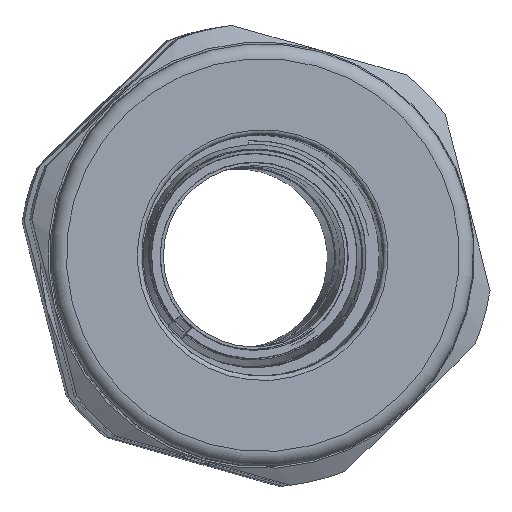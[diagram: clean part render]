
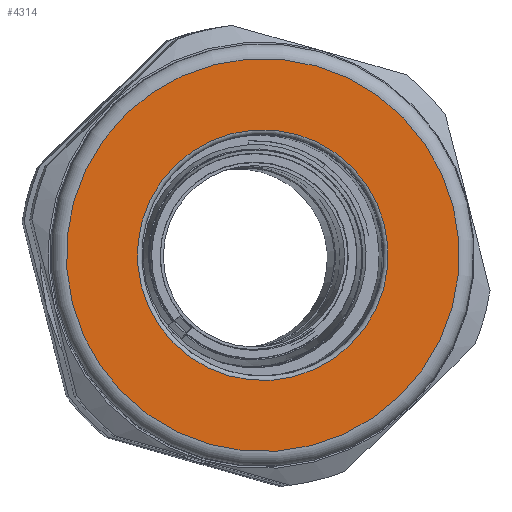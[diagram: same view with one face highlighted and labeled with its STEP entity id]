
A CAD part, left-side view. The second image highlights one B-rep face of the part: STEP entity #4314.
In plain terms, the highlighted face is planar.
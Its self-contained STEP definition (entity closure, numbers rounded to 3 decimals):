
#771=PLANE('',#4787);
#931=FACE_BOUND('',#1426,.T.);
#1103=FACE_OUTER_BOUND('',#1425,.T.);
#1425=EDGE_LOOP('',(#3344));
#1426=EDGE_LOOP('',(#3345));
#1799=CIRCLE('',#4786,8.525);
#1800=CIRCLE('',#4788,13.36);
#2070=VERTEX_POINT('',#10236);
#2071=VERTEX_POINT('',#10239);
#2554=EDGE_CURVE('',#2070,#2070,#1799,.T.);
#2555=EDGE_CURVE('',#2071,#2071,#1800,.T.);
#3344=ORIENTED_EDGE('',*,*,#2555,.F.);
#3345=ORIENTED_EDGE('',*,*,#2554,.T.);
#4314=ADVANCED_FACE('',(#1103,#931),#771,.T.);
#4786=AXIS2_PLACEMENT_3D('',#10237,#5522,#5523);
#4787=AXIS2_PLACEMENT_3D('',#10238,#5524,#5525);
#4788=AXIS2_PLACEMENT_3D('',#10240,#5526,#5527);
#5522=DIRECTION('center_axis',(1.,0.,0.));
#5523=DIRECTION('ref_axis',(0.,0.,-1.));
#5524=DIRECTION('center_axis',(-1.,0.,0.));
#5525=DIRECTION('ref_axis',(0.,0.,1.));
#5526=DIRECTION('center_axis',(1.,0.,0.));
#5527=DIRECTION('ref_axis',(0.,0.,-1.));
#10236=CARTESIAN_POINT('',(-13.54,8.525,0.));
#10237=CARTESIAN_POINT('Origin',(-13.54,0.,0.));
#10238=CARTESIAN_POINT('Origin',(-13.54,13.36,0.));
#10239=CARTESIAN_POINT('',(-13.54,13.36,0.));
#10240=CARTESIAN_POINT('Origin',(-13.54,0.,0.));
